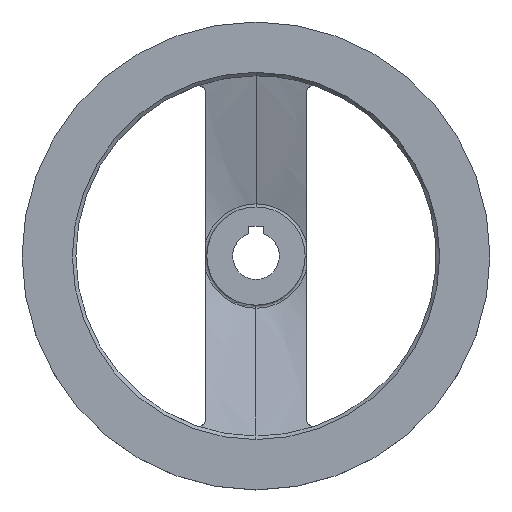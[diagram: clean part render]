
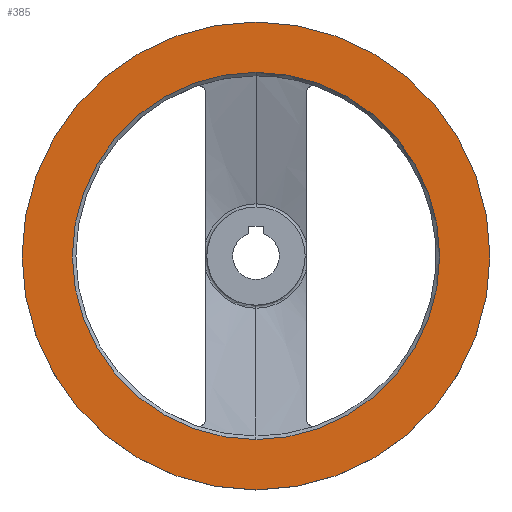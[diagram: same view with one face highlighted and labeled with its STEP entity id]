
A CAD part, top view. The second image highlights one B-rep face of the part: STEP entity #385.
In plain terms, the highlighted planar face has unit normal (0, 0, 1).
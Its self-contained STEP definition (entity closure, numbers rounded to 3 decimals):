
#245=EDGE_CURVE('',#437,#545,#675,.T.);
#263=EDGE_CURVE('',#577,#541,#697,.T.);
#385=ADVANCED_FACE('',(#831,#832),#833,.T.);
#437=VERTEX_POINT('',#891);
#513=EDGE_CURVE('',#545,#437,#973,.T.);
#541=VERTEX_POINT('',#1006);
#545=VERTEX_POINT('',#1010);
#577=VERTEX_POINT('',#1047);
#609=EDGE_CURVE('',#541,#577,#1080,.T.);
#675=CIRCLE('',#1166,78.5);
#697=CIRCLE('',#1193,100.);
#831=FACE_BOUND('',#1470,.T.);
#832=FACE_OUTER_BOUND('',#1471,.T.);
#833=PLANE('',#1472);
#891=CARTESIAN_POINT('',(0.,78.5,45.0));
#973=CIRCLE('',#1740,78.5);
#1006=CARTESIAN_POINT('',(0.,100.,45.0));
#1010=CARTESIAN_POINT('',(0.,-78.5,45.0));
#1047=CARTESIAN_POINT('',(0.,-100.0,45.0));
#1080=CIRCLE('',#1944,100.);
#1166=AXIS2_PLACEMENT_3D('',#2023,#2024,#2025);
#1193=AXIS2_PLACEMENT_3D('',#2054,#2055,#2056);
#1470=EDGE_LOOP('',(#2235,#2236));
#1471=EDGE_LOOP('',(#2237,#2238));
#1472=AXIS2_PLACEMENT_3D('',#2239,#2240,#2241);
#1740=AXIS2_PLACEMENT_3D('',#2387,#2388,#2389);
#1944=AXIS2_PLACEMENT_3D('',#2525,#2526,#2527);
#2023=CARTESIAN_POINT('',(0.,0.,45.0));
#2024=DIRECTION('',(0.,0.,1.0));
#2025=DIRECTION('',(0.,1.0,0.));
#2054=CARTESIAN_POINT('',(0.,0.,45.0));
#2055=DIRECTION('',(0.,0.,1.0));
#2056=DIRECTION('',(0.,1.0,0.));
#2235=ORIENTED_EDGE('',*,*,#245,.F.);
#2236=ORIENTED_EDGE('',*,*,#513,.F.);
#2237=ORIENTED_EDGE('',*,*,#609,.T.);
#2238=ORIENTED_EDGE('',*,*,#263,.T.);
#2239=CARTESIAN_POINT('',(0.,89.25,45.0));
#2240=DIRECTION('',(0.,0.,1.0));
#2241=DIRECTION('',(0.,1.0,0.0));
#2387=CARTESIAN_POINT('',(0.,0.,45.0));
#2388=DIRECTION('',(0.,0.,1.0));
#2389=DIRECTION('',(0.,1.0,0.));
#2525=CARTESIAN_POINT('',(0.,0.,45.0));
#2526=DIRECTION('',(0.,0.,1.0));
#2527=DIRECTION('',(0.,1.0,0.));
